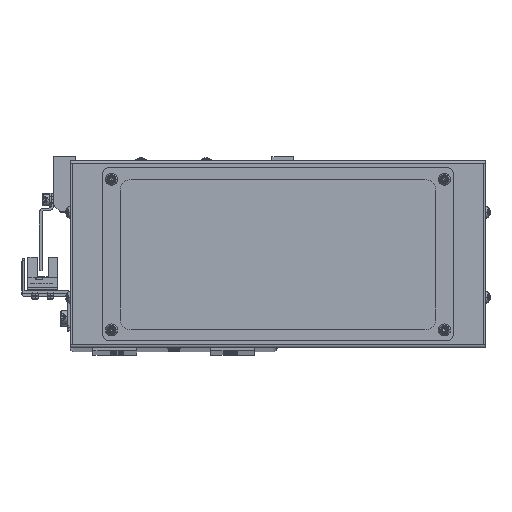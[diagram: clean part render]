
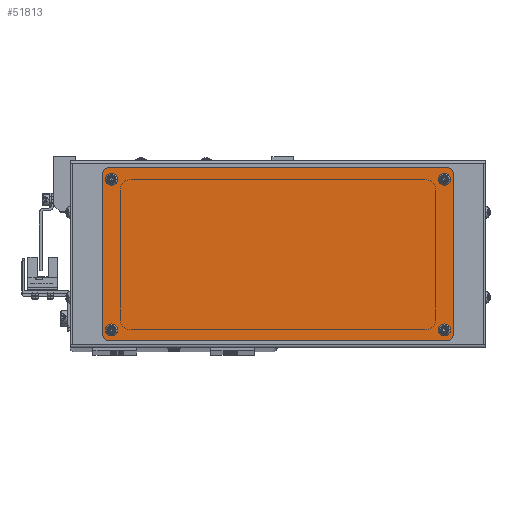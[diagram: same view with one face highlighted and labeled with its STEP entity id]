
A CAD part, top view. The second image highlights one B-rep face of the part: STEP entity #51813.
In plain terms, the highlighted face is planar.
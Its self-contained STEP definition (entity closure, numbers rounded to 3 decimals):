
#527 = CARTESIAN_POINT ( 'NONE',  ( -76.25, 34.25, 0. ) ) ;
#566 = VERTEX_POINT ( 'NONE', #39461 ) ;
#1158 = CARTESIAN_POINT ( 'NONE',  ( 77.25, -39.75, 0. ) ) ;
#2131 = CARTESIAN_POINT ( 'NONE',  ( 77.95, -34.75, 0. ) ) ;
#2473 = ORIENTED_EDGE ( 'NONE', *, *, #47586, .F. ) ;
#2486 = CARTESIAN_POINT ( 'NONE',  ( -76.25, 34.25, 0. ) ) ;
#2899 = DIRECTION ( 'NONE',  ( -1., 0., 0. ) ) ;
#3168 = CIRCLE ( 'NONE', #14147, 1.7 ) ;
#3561 = VECTOR ( 'NONE', #41798, 1000. ) ;
#4965 = CARTESIAN_POINT ( 'NONE',  ( 76.25, -34.75, 0. ) ) ;
#5589 = EDGE_CURVE ( 'NONE', #56842, #566, #57639, .T. ) ;
#6317 = DIRECTION ( 'NONE',  ( 1., 0., 0. ) ) ;
#6421 = VERTEX_POINT ( 'NONE', #7928 ) ;
#7182 = LINE ( 'NONE', #1158, #3561 ) ;
#7573 = FACE_OUTER_BOUND ( 'NONE', #55826, .T. ) ;
#7928 = CARTESIAN_POINT ( 'NONE',  ( 77.25, 39.75, 0. ) ) ;
#8268 = DIRECTION ( 'NONE',  ( 1., 0., 0. ) ) ;
#8589 = EDGE_CURVE ( 'NONE', #19186, #41274, #49046, .T. ) ;
#8815 = EDGE_CURVE ( 'NONE', #61484, #20681, #18938, .T. ) ;
#9306 = CIRCLE ( 'NONE', #24138, 3. ) ;
#9607 = ORIENTED_EDGE ( 'NONE', *, *, #56157, .T. ) ;
#9834 = EDGE_LOOP ( 'NONE', ( #39005, #54604 ) ) ;
#9973 = ORIENTED_EDGE ( 'NONE', *, *, #50137, .F. ) ;
#10753 = DIRECTION ( 'NONE',  ( 1., 0., 0. ) ) ;
#11154 = CARTESIAN_POINT ( 'NONE',  ( -76.25, -34.75, 0. ) ) ;
#11292 = EDGE_CURVE ( 'NONE', #6421, #48426, #13124, .T. ) ;
#11296 = CARTESIAN_POINT ( 'NONE',  ( 74.55, 34.25, 0. ) ) ;
#11480 = EDGE_CURVE ( 'NONE', #59492, #52511, #29476, .T. ) ;
#12298 = EDGE_CURVE ( 'NONE', #41274, #19186, #14806, .T. ) ;
#12992 = ORIENTED_EDGE ( 'NONE', *, *, #49087, .F. ) ;
#13124 = LINE ( 'NONE', #14036, #57741 ) ;
#13433 = PLANE ( 'NONE',  #69753 ) ;
#13701 = ORIENTED_EDGE ( 'NONE', *, *, #11480, .T. ) ;
#13938 = ORIENTED_EDGE ( 'NONE', *, *, #22477, .F. ) ;
#14036 = CARTESIAN_POINT ( 'NONE',  ( -77.25, 39.75, 0. ) ) ;
#14147 = AXIS2_PLACEMENT_3D ( 'NONE', #64919, #30061, #70782 ) ;
#14763 = CARTESIAN_POINT ( 'NONE',  ( 80.25, 36.75, 0. ) ) ;
#14806 = CIRCLE ( 'NONE', #53808, 1.7 ) ;
#15189 = DIRECTION ( 'NONE',  ( 0., 0., 1. ) ) ;
#16504 = VERTEX_POINT ( 'NONE', #22523 ) ;
#16507 = EDGE_CURVE ( 'NONE', #60269, #33214, #58403, .T. ) ;
#16999 = DIRECTION ( 'NONE',  ( 1., 0., 0. ) ) ;
#17401 = AXIS2_PLACEMENT_3D ( 'NONE', #34266, #74911, #40099 ) ;
#17889 = AXIS2_PLACEMENT_3D ( 'NONE', #28951, #69683, #34810 ) ;
#18368 = ORIENTED_EDGE ( 'NONE', *, *, #16507, .T. ) ;
#18938 = CIRCLE ( 'NONE', #32871, 1.7 ) ;
#19186 = VERTEX_POINT ( 'NONE', #63752 ) ;
#19861 = DIRECTION ( 'NONE',  ( 0., 0., 1. ) ) ;
#20681 = VERTEX_POINT ( 'NONE', #11296 ) ;
#22477 = EDGE_CURVE ( 'NONE', #75244, #16504, #9306, .T. ) ;
#22523 = CARTESIAN_POINT ( 'NONE',  ( -77.25, -39.75, 0. ) ) ;
#23269 = CARTESIAN_POINT ( 'NONE',  ( 76.25, 34.25, 0. ) ) ;
#24138 = AXIS2_PLACEMENT_3D ( 'NONE', #54742, #19861, #60604 ) ;
#24576 = DIRECTION ( 'NONE',  ( 0., 0., 1. ) ) ;
#25096 = DIRECTION ( 'NONE',  ( 0., 0., 1. ) ) ;
#26483 = AXIS2_PLACEMENT_3D ( 'NONE', #527, #41139, #6317 ) ;
#28951 = CARTESIAN_POINT ( 'NONE',  ( -77.25, 36.75, 0. ) ) ;
#29125 = DIRECTION ( 'NONE',  ( 1., 0., 0. ) ) ;
#29476 = CIRCLE ( 'NONE', #69071, 1.7 ) ;
#29676 = CARTESIAN_POINT ( 'NONE',  ( 74.55, -34.75, 0. ) ) ;
#29860 = DIRECTION ( 'NONE',  ( 0., 0., 1. ) ) ;
#30061 = DIRECTION ( 'NONE',  ( 0., 0., 1. ) ) ;
#31885 = CIRCLE ( 'NONE', #52014, 3. ) ;
#32684 = EDGE_CURVE ( 'NONE', #566, #6421, #31885, .T. ) ;
#32871 = AXIS2_PLACEMENT_3D ( 'NONE', #59491, #24576, #65317 ) ;
#33214 = VERTEX_POINT ( 'NONE', #2131 ) ;
#33440 = AXIS2_PLACEMENT_3D ( 'NONE', #23269, #63997, #29125 ) ;
#34266 = CARTESIAN_POINT ( 'NONE',  ( 76.25, -34.75, 0. ) ) ;
#34797 = DIRECTION ( 'NONE',  ( 0., -1., 0. ) ) ;
#34810 = DIRECTION ( 'NONE',  ( 1., 0., 0. ) ) ;
#36702 = FACE_BOUND ( 'NONE', #46943, .T. ) ;
#37312 = ORIENTED_EDGE ( 'NONE', *, *, #12298, .T. ) ;
#38521 = FACE_BOUND ( 'NONE', #53576, .T. ) ;
#38770 = CARTESIAN_POINT ( 'NONE',  ( -77.25, 39.75, 0. ) ) ;
#39005 = ORIENTED_EDGE ( 'NONE', *, *, #75232, .T. ) ;
#39461 = CARTESIAN_POINT ( 'NONE',  ( 80.25, 36.75, 0. ) ) ;
#40099 = DIRECTION ( 'NONE',  ( 1., 0., 0. ) ) ;
#40583 = CARTESIAN_POINT ( 'NONE',  ( 77.95, 34.25, 0. ) ) ;
#40587 = CARTESIAN_POINT ( 'NONE',  ( -80.25, -36.75, 0. ) ) ;
#40644 = CARTESIAN_POINT ( 'NONE',  ( -80.25, -36.75, 0. ) ) ;
#41056 = ORIENTED_EDGE ( 'NONE', *, *, #5589, .F. ) ;
#41139 = DIRECTION ( 'NONE',  ( 0., 0., 1. ) ) ;
#41274 = VERTEX_POINT ( 'NONE', #52688 ) ;
#41798 = DIRECTION ( 'NONE',  ( 1., 0., 0. ) ) ;
#42447 = CARTESIAN_POINT ( 'NONE',  ( -77.25, 36.75, 0. ) ) ;
#43119 = DIRECTION ( 'NONE',  ( 0., 0., 1. ) ) ;
#43453 = ORIENTED_EDGE ( 'NONE', *, *, #11292, .F. ) ;
#44693 = AXIS2_PLACEMENT_3D ( 'NONE', #4965, #45600, #10753 ) ;
#45600 = DIRECTION ( 'NONE',  ( 0., 0., 1. ) ) ;
#45789 = ORIENTED_EDGE ( 'NONE', *, *, #32684, .F. ) ;
#46943 = EDGE_LOOP ( 'NONE', ( #18368, #9607 ) ) ;
#47586 = EDGE_CURVE ( 'NONE', #58080, #75244, #63587, .T. ) ;
#48426 = VERTEX_POINT ( 'NONE', #38770 ) ;
#49046 = CIRCLE ( 'NONE', #26483, 1.7 ) ;
#49087 = EDGE_CURVE ( 'NONE', #48426, #58080, #57908, .T. ) ;
#49631 = DIRECTION ( 'NONE',  ( 0., 1., 0. ) ) ;
#49902 = CARTESIAN_POINT ( 'NONE',  ( 77.25, -39.75, 0. ) ) ;
#50057 = CARTESIAN_POINT ( 'NONE',  ( 77.25, -36.75, 0. ) ) ;
#50137 = EDGE_CURVE ( 'NONE', #74367, #56842, #68812, .T. ) ;
#51104 = EDGE_CURVE ( 'NONE', #52511, #59492, #3168, .T. ) ;
#51813 = ADVANCED_FACE ( 'NONE', ( #38521, #52144, #7573, #67657, #36702 ), #13433, .F. ) ;
#51875 = DIRECTION ( 'NONE',  ( 0., 0., 1. ) ) ;
#52014 = AXIS2_PLACEMENT_3D ( 'NONE', #64712, #29860, #70580 ) ;
#52144 = FACE_BOUND ( 'NONE', #58751, .T. ) ;
#52511 = VERTEX_POINT ( 'NONE', #69146 ) ;
#52688 = CARTESIAN_POINT ( 'NONE',  ( -74.55, 34.25, 0. ) ) ;
#53089 = ORIENTED_EDGE ( 'NONE', *, *, #8589, .T. ) ;
#53148 = CARTESIAN_POINT ( 'NONE',  ( 80.25, -36.75, 0. ) ) ;
#53576 = EDGE_LOOP ( 'NONE', ( #13701, #68559 ) ) ;
#53808 = AXIS2_PLACEMENT_3D ( 'NONE', #2486, #43119, #8268 ) ;
#54604 = ORIENTED_EDGE ( 'NONE', *, *, #8815, .T. ) ;
#54742 = CARTESIAN_POINT ( 'NONE',  ( -77.25, -36.75, 0. ) ) ;
#55068 = AXIS2_PLACEMENT_3D ( 'NONE', #50057, #15189, #55941 ) ;
#55826 = EDGE_LOOP ( 'NONE', ( #12992, #43453, #45789, #41056, #9973, #57119, #13938, #2473 ) ) ;
#55858 = VECTOR ( 'NONE', #49631, 1000. ) ;
#55941 = DIRECTION ( 'NONE',  ( 1., 0., 0. ) ) ;
#56157 = EDGE_CURVE ( 'NONE', #33214, #60269, #66353, .T. ) ;
#56399 = EDGE_CURVE ( 'NONE', #16504, #74367, #7182, .T. ) ;
#56842 = VERTEX_POINT ( 'NONE', #53148 ) ;
#57119 = ORIENTED_EDGE ( 'NONE', *, *, #56399, .F. ) ;
#57639 = LINE ( 'NONE', #14763, #55858 ) ;
#57741 = VECTOR ( 'NONE', #2899, 1000. ) ;
#57908 = CIRCLE ( 'NONE', #17889, 3. ) ;
#58080 = VERTEX_POINT ( 'NONE', #68160 ) ;
#58403 = CIRCLE ( 'NONE', #17401, 1.7 ) ;
#58751 = EDGE_LOOP ( 'NONE', ( #53089, #37312 ) ) ;
#59491 = CARTESIAN_POINT ( 'NONE',  ( 76.25, 34.25, 0. ) ) ;
#59492 = VERTEX_POINT ( 'NONE', #68976 ) ;
#60269 = VERTEX_POINT ( 'NONE', #29676 ) ;
#60604 = DIRECTION ( 'NONE',  ( 1., 0., 0. ) ) ;
#61484 = VERTEX_POINT ( 'NONE', #40583 ) ;
#63587 = LINE ( 'NONE', #40644, #75356 ) ;
#63752 = CARTESIAN_POINT ( 'NONE',  ( -77.95, 34.25, 0. ) ) ;
#63997 = DIRECTION ( 'NONE',  ( 0., 0., 1. ) ) ;
#64712 = CARTESIAN_POINT ( 'NONE',  ( 77.25, 36.75, 0. ) ) ;
#64919 = CARTESIAN_POINT ( 'NONE',  ( -76.25, -34.75, 0. ) ) ;
#65317 = DIRECTION ( 'NONE',  ( 1., 0., 0. ) ) ;
#65514 = CIRCLE ( 'NONE', #33440, 1.7 ) ;
#65839 = DIRECTION ( 'NONE',  ( 1., 0., 0. ) ) ;
#66353 = CIRCLE ( 'NONE', #44693, 1.7 ) ;
#67657 = FACE_BOUND ( 'NONE', #9834, .T. ) ;
#68160 = CARTESIAN_POINT ( 'NONE',  ( -80.25, 36.75, 0. ) ) ;
#68559 = ORIENTED_EDGE ( 'NONE', *, *, #51104, .T. ) ;
#68812 = CIRCLE ( 'NONE', #55068, 3. ) ;
#68976 = CARTESIAN_POINT ( 'NONE',  ( -77.95, -34.75, 0. ) ) ;
#69071 = AXIS2_PLACEMENT_3D ( 'NONE', #11154, #51875, #16999 ) ;
#69146 = CARTESIAN_POINT ( 'NONE',  ( -74.55, -34.75, 0. ) ) ;
#69683 = DIRECTION ( 'NONE',  ( 0., 0., 1. ) ) ;
#69753 = AXIS2_PLACEMENT_3D ( 'NONE', #42447, #25096, #65839 ) ;
#70580 = DIRECTION ( 'NONE',  ( 1., 0., 0. ) ) ;
#70782 = DIRECTION ( 'NONE',  ( 1., 0., 0. ) ) ;
#74367 = VERTEX_POINT ( 'NONE', #49902 ) ;
#74911 = DIRECTION ( 'NONE',  ( 0., 0., 1. ) ) ;
#75232 = EDGE_CURVE ( 'NONE', #20681, #61484, #65514, .T. ) ;
#75244 = VERTEX_POINT ( 'NONE', #40587 ) ;
#75356 = VECTOR ( 'NONE', #34797, 1000. ) ;
